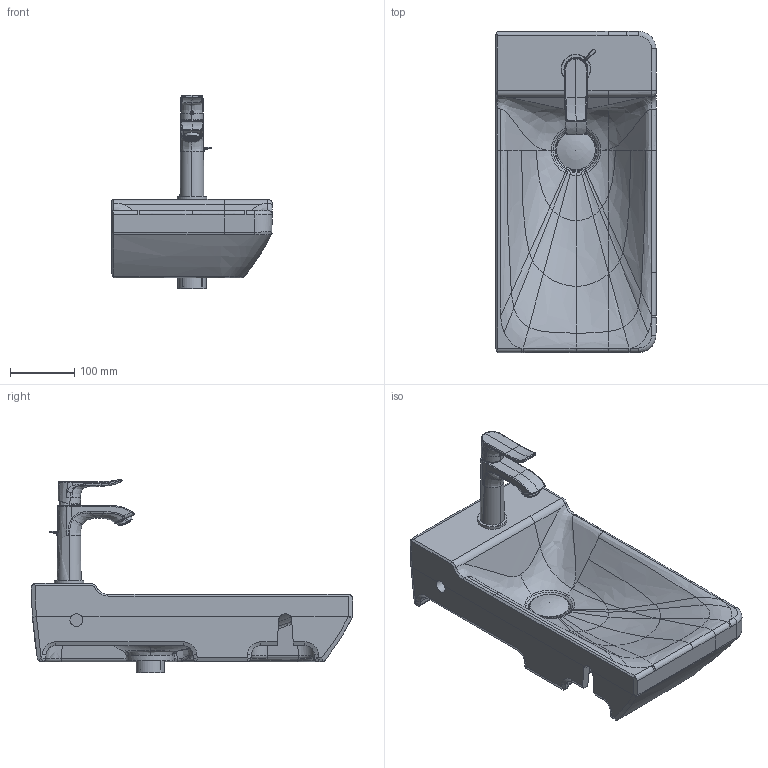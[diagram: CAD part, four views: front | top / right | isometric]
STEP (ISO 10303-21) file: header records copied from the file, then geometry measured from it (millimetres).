
FILE_DESCRIPTION((''),'2;1');
FILE_NAME('071550.stp','2015-07-14T15:02:25',('Administrator'),(''),'Autodesk Inventor 2011','Autodesk Inventor 2011','');
FILE_SCHEMA(('CONFIG_CONTROL_DESIGN'));
Length unit declared in the file: millimetre
Products named in the file (14): 071550; WT-Armatur HANSGROHE METRIS; Gehäuse; Rosette Citerio; Griff_HWB_Metris; Griffstopfen; Zugstange Griff; Rosette Talis; Neoperl Strahler; Strahlreglerhuelse; Strahler; Kelch; Stopfen
Assembly tree (13 placements, depth 4):
  071550
    071550
    WT-Armatur HANSGROHE METRIS
      Gehäuse
      Rosette Citerio
      Griff_HWB_Metris
      Griffstopfen
      Zugstange Griff
      Rosette Talis
      Neoperl Strahler
        Strahlreglerhuelse
        Strahler
    Kelch
    Stopfen
Bounding box: 250.15 x 499.84 x 301.71 mm (x, y, z)
Volume: 6287284.6 mm3; surface area: 537768.7 mm2
Topology: 11 solids, 11 shells, 1470 faces, 4104 edges, 2646 vertices
Faces by surface type: plane 528, bspline 473, cylinder 358, cone 55, torus 51, sphere 5
Full cylindrical faces by diameter (mm): 4 x1, 5 x1, 5.2 x1, 5.325 x1, 5.4 x1, 8.875 x1, 12.35 x1, 15.75 x1, 16 x1, 17.5 x1, 17.7 x1, 19.97 x1, 20 x1, 20.1 x1, 20.88 x1, 21 x1, 22.5 x2, 24 x2, 25 x1, 31.3 x1, 35 x1, 42 x1, 44 x1, 46 x2, 60 x1
Entity records: 139372 total; most frequent: CARTESIAN_POINT 103489, ORIENTED_EDGE 8032, DIRECTION 5820, EDGE_CURVE 4016, VERTEX_POINT 2627, AXIS2_PLACEMENT_3D 2279, EDGE_LOOP 1554, FACE_OUTER_BOUND 1470
